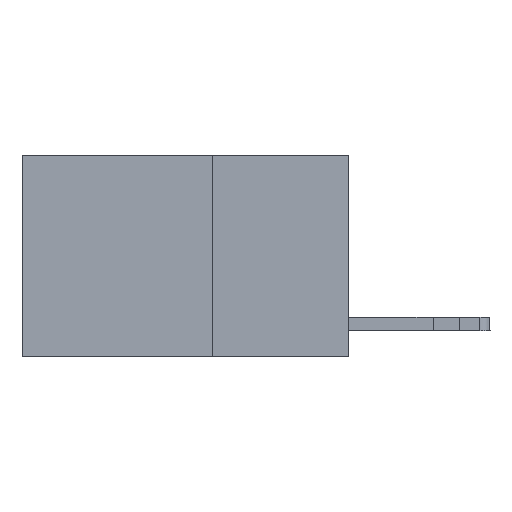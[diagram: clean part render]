
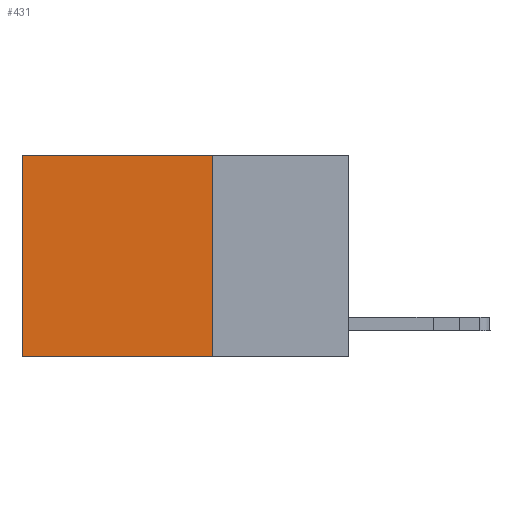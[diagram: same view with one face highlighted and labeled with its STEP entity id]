
A CAD part, left-side view. The second image highlights one B-rep face of the part: STEP entity #431.
In plain terms, the highlighted planar face has unit normal (-1, 0, 0).
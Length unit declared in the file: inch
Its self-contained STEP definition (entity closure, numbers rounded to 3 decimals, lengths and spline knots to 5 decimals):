
#388 = LINE ( 'NONE', #10768, #698 ) ;
#431 = ADVANCED_FACE ( 'NONE', ( #4968 ), #6087, .F. ) ;
#698 = VECTOR ( 'NONE', #10745, 39.37008 ) ;
#854 = VERTEX_POINT ( 'NONE', #5570 ) ;
#2480 = CARTESIAN_POINT ( 'NONE',  ( 0.2625, 0.25, 0. ) ) ;
#2937 = VECTOR ( 'NONE', #3365, 39.37008 ) ;
#3199 = EDGE_CURVE ( 'NONE', #7710, #10276, #388, .T. ) ;
#3365 = DIRECTION ( 'NONE',  ( 0., 1., 0. ) ) ;
#3366 = CARTESIAN_POINT ( 'NONE',  ( 0.2625, 0.6, 0. ) ) ;
#3375 = CARTESIAN_POINT ( 'NONE',  ( 0.2625, 0.25, 0. ) ) ;
#3511 = DIRECTION ( 'NONE',  ( 0., 0., -1. ) ) ;
#3777 = VERTEX_POINT ( 'NONE', #8037 ) ;
#4315 = DIRECTION ( 'NONE',  ( 0., 0., -1. ) ) ;
#4614 = EDGE_LOOP ( 'NONE', ( #5604, #5612, #5625, #5666 ) ) ;
#4835 = EDGE_CURVE ( 'NONE', #7710, #854, #5507, .T. ) ;
#4895 = DIRECTION ( 'NONE',  ( 0., 1., 0. ) ) ;
#4968 = FACE_OUTER_BOUND ( 'NONE', #4614, .T. ) ;
#5171 = LINE ( 'NONE', #12348, #9875 ) ;
#5507 = LINE ( 'NONE', #3375, #2937 ) ;
#5570 = CARTESIAN_POINT ( 'NONE',  ( 0.2625, 0.6, 0. ) ) ;
#5604 = ORIENTED_EDGE ( 'NONE', *, *, #6281, .T. ) ;
#5612 = ORIENTED_EDGE ( 'NONE', *, *, #6782, .F. ) ;
#5625 = ORIENTED_EDGE ( 'NONE', *, *, #3199, .F. ) ;
#5666 = ORIENTED_EDGE ( 'NONE', *, *, #4835, .T. ) ;
#5961 = CARTESIAN_POINT ( 'NONE',  ( 0.2625, 0.25, 0. ) ) ;
#6087 = PLANE ( 'NONE',  #10968 ) ;
#6281 = EDGE_CURVE ( 'NONE', #854, #3777, #7618, .T. ) ;
#6481 = DIRECTION ( 'NONE',  ( 1., 0., 0. ) ) ;
#6782 = EDGE_CURVE ( 'NONE', #10276, #3777, #5171, .T. ) ;
#7618 = LINE ( 'NONE', #3366, #12321 ) ;
#7710 = VERTEX_POINT ( 'NONE', #2480 ) ;
#8037 = CARTESIAN_POINT ( 'NONE',  ( 0.2625, 0.6, -0.37 ) ) ;
#9527 = CARTESIAN_POINT ( 'NONE',  ( 0.2625, 0.25, -0.37 ) ) ;
#9875 = VECTOR ( 'NONE', #4895, 39.37008 ) ;
#10276 = VERTEX_POINT ( 'NONE', #9527 ) ;
#10745 = DIRECTION ( 'NONE',  ( 0., 0., -1. ) ) ;
#10768 = CARTESIAN_POINT ( 'NONE',  ( 0.2625, 0.25, 0. ) ) ;
#10968 = AXIS2_PLACEMENT_3D ( 'NONE', #5961, #6481, #3511 ) ;
#12321 = VECTOR ( 'NONE', #4315, 39.37008 ) ;
#12348 = CARTESIAN_POINT ( 'NONE',  ( 0.2625, 0.25, -0.37 ) ) ;
